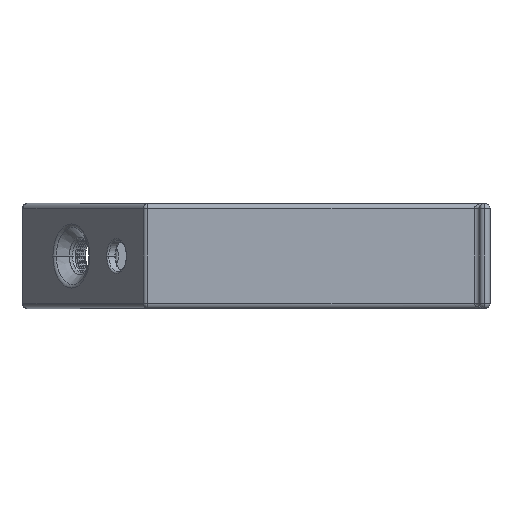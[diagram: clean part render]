
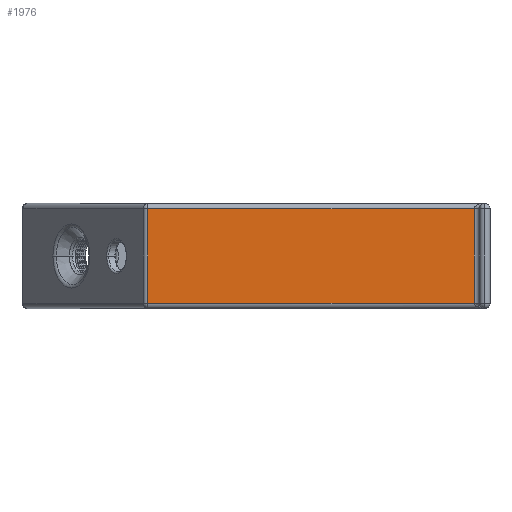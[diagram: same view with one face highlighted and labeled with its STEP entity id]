
A CAD part, left-side view. The second image highlights one B-rep face of the part: STEP entity #1976.
In plain terms, the highlighted planar face has unit normal (-1, 0, 0).
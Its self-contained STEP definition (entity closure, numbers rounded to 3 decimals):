
#168 = LINE ( 'NONE', #1884, #1672 ) ;
#201 = VERTEX_POINT ( 'NONE', #3427 ) ;
#202 = LINE ( 'NONE', #1856, #1977 ) ;
#240 = DIRECTION ( 'NONE',  ( 1., 0., 0. ) ) ;
#384 = VECTOR ( 'NONE', #3168, 1000. ) ;
#553 = LINE ( 'NONE', #3345, #3020 ) ;
#583 = VERTEX_POINT ( 'NONE', #1831 ) ;
#687 = EDGE_CURVE ( 'NONE', #4389, #201, #2461, .T. ) ;
#1034 = CARTESIAN_POINT ( 'NONE',  ( -60., 65.614, 19. ) ) ;
#1121 = ORIENTED_EDGE ( 'NONE', *, *, #2075, .T. ) ;
#1194 = CARTESIAN_POINT ( 'NONE',  ( -60., 3., 19. ) ) ;
#1450 = EDGE_LOOP ( 'NONE', ( #1121, #2296, #3407, #3164 ) ) ;
#1640 = PLANE ( 'NONE',  #3769 ) ;
#1672 = VECTOR ( 'NONE', #4007, 1000. ) ;
#1831 = CARTESIAN_POINT ( 'NONE',  ( -60., 65.094, 1. ) ) ;
#1856 = CARTESIAN_POINT ( 'NONE',  ( -60., 3., 19. ) ) ;
#1884 = CARTESIAN_POINT ( 'NONE',  ( -60., 65.614, 1. ) ) ;
#1896 = DIRECTION ( 'NONE',  ( 0., 0., 1. ) ) ;
#1976 = ADVANCED_FACE ( 'NONE', ( #3070 ), #1640, .F. ) ;
#1977 = VECTOR ( 'NONE', #1896, 1000. ) ;
#2075 = EDGE_CURVE ( 'NONE', #583, #2157, #168, .T. ) ;
#2157 = VERTEX_POINT ( 'NONE', #2637 ) ;
#2296 = ORIENTED_EDGE ( 'NONE', *, *, #4032, .T. ) ;
#2461 = LINE ( 'NONE', #1034, #384 ) ;
#2637 = CARTESIAN_POINT ( 'NONE',  ( -60., 3., 1. ) ) ;
#3020 = VECTOR ( 'NONE', #4091, 1000. ) ;
#3070 = FACE_OUTER_BOUND ( 'NONE', #1450, .T. ) ;
#3164 = ORIENTED_EDGE ( 'NONE', *, *, #3906, .T. ) ;
#3168 = DIRECTION ( 'NONE',  ( 0., 1., 0. ) ) ;
#3345 = CARTESIAN_POINT ( 'NONE',  ( -60., 65.094, 20. ) ) ;
#3407 = ORIENTED_EDGE ( 'NONE', *, *, #687, .T. ) ;
#3427 = CARTESIAN_POINT ( 'NONE',  ( -60., 65.094, 19. ) ) ;
#3769 = AXIS2_PLACEMENT_3D ( 'NONE', #4446, #240, #3801 ) ;
#3801 = DIRECTION ( 'NONE',  ( 0., 1., 0. ) ) ;
#3906 = EDGE_CURVE ( 'NONE', #201, #583, #553, .T. ) ;
#4007 = DIRECTION ( 'NONE',  ( 0., -1., 0. ) ) ;
#4032 = EDGE_CURVE ( 'NONE', #2157, #4389, #202, .T. ) ;
#4091 = DIRECTION ( 'NONE',  ( 0., 0., -1. ) ) ;
#4389 = VERTEX_POINT ( 'NONE', #1194 ) ;
#4446 = CARTESIAN_POINT ( 'NONE',  ( -60., 65.614, 20. ) ) ;
